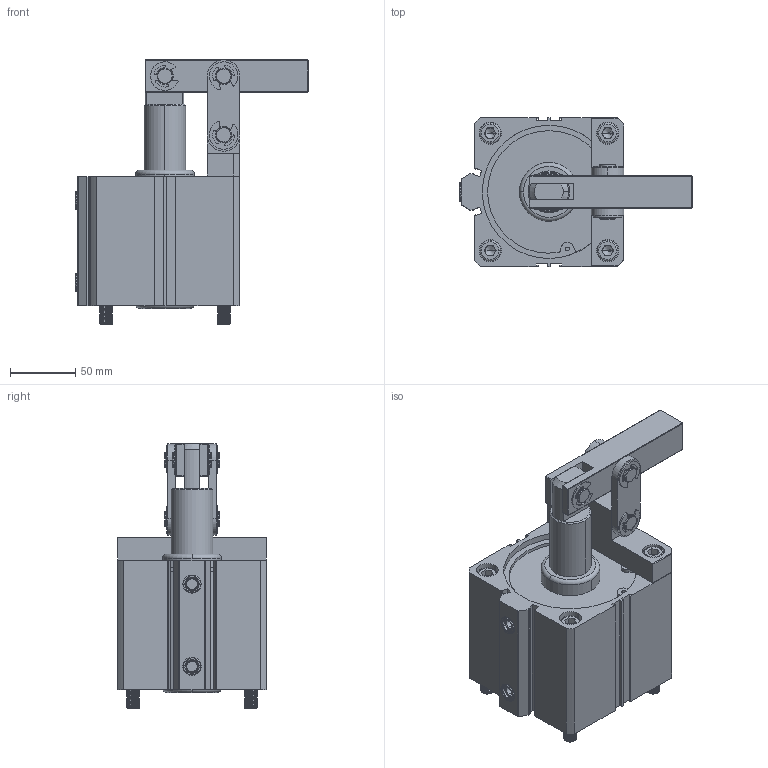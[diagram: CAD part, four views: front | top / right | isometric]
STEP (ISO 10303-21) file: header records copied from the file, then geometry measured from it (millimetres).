
FILE_DESCRIPTION (( 'STEP AP214' ), '1' );
FILE_NAME ('CALC-100杠杆空压缸三维图.STEP', '2019-04-14T06:52:52', ( '' ), ( '' ), 'SwSTEP 2.0', 'SolidWorks 2016', '' );
FILE_SCHEMA (( 'AUTOMOTIVE_DESIGN' ));
Length unit declared in the file: millimetre
Products named in the file (8): 400; 掛极100; 綴裔_1; 72554; 活塞杆; 1x4黑芛100; 錨璃33; CALC-100杠杆空压缸三维图
Assembly tree (13 placements, depth 2):
  CALC-100杠杆空压缸三维图
    錨璃33  x6
    1x4黑芛100  x2
    活塞杆
    72554
    綴裔_1
    掛极100
    400
Bounding box: 178.5 x 114 x 202.5 mm (x, y, z)
Volume: 889465.4 mm3; surface area: 249832.5 mm2
Topology: 25 solids, 25 shells, 1535 faces, 3664 edges, 2216 vertices
Faces by surface type: cone 616, cylinder 566, plane 301, torus 40, bspline 12
Entity records: 40239 total; most frequent: DIRECTION 7659, CARTESIAN_POINT 6930, ORIENTED_EDGE 6470, EDGE_CURVE 3235, AXIS2_PLACEMENT_3D 3063, VERTEX_POINT 1938, CIRCLE 1676, LINE 1533
